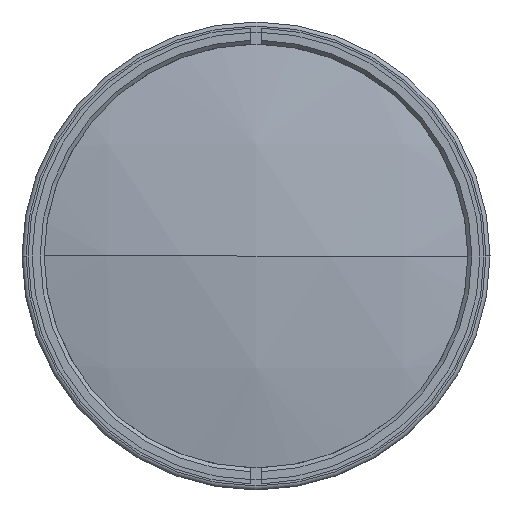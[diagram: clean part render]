
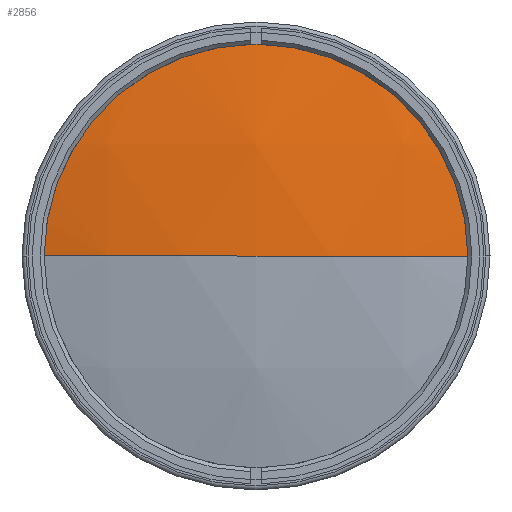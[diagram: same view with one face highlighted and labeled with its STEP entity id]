
A CAD part, left-side view. The second image highlights one B-rep face of the part: STEP entity #2856.
In plain terms, the highlighted spherical face has radius 252 mm.
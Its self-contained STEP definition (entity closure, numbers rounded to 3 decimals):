
#123 = AXIS2_PLACEMENT_3D ( 'NONE', #2670, #3035, #578 ) ;
#403 = CARTESIAN_POINT ( 'NONE',  ( -231.209, -55., 0. ) ) ;
#419 = VERTEX_POINT ( 'NONE', #1756 ) ;
#442 = DIRECTION ( 'NONE',  ( 0., -1., 0. ) ) ;
#506 = VERTEX_POINT ( 'NONE', #403 ) ;
#578 = DIRECTION ( 'NONE',  ( 0., -1., 0. ) ) ;
#698 = ORIENTED_EDGE ( 'NONE', *, *, #3671, .T. ) ;
#707 = DIRECTION ( 'NONE',  ( 0., 0., -1. ) ) ;
#721 = EDGE_CURVE ( 'NONE', #506, #1631, #1644, .T. ) ;
#922 = CIRCLE ( 'NONE', #2688, 252. ) ;
#1208 = EDGE_CURVE ( 'NONE', #506, #419, #922, .T. ) ;
#1337 = FACE_OUTER_BOUND ( 'NONE', #1366, .T. ) ;
#1366 = EDGE_LOOP ( 'NONE', ( #1857, #698, #3605 ) ) ;
#1424 = AXIS2_PLACEMENT_3D ( 'NONE', #1433, #2799, #707 ) ;
#1433 = CARTESIAN_POINT ( 'NONE',  ( -231.209, 0., 0. ) ) ;
#1461 = DIRECTION ( 'NONE',  ( 0., 0., -1. ) ) ;
#1631 = VERTEX_POINT ( 'NONE', #2134 ) ;
#1644 = CIRCLE ( 'NONE', #1424, 55. ) ;
#1756 = CARTESIAN_POINT ( 'NONE',  ( -237.284, 0., 0. ) ) ;
#1809 = CARTESIAN_POINT ( 'NONE',  ( 14.716, 0., 0. ) ) ;
#1857 = ORIENTED_EDGE ( 'NONE', *, *, #721, .T. ) ;
#2134 = CARTESIAN_POINT ( 'NONE',  ( -231.209, 55., 0. ) ) ;
#2670 = CARTESIAN_POINT ( 'NONE',  ( 14.716, 0., 0. ) ) ;
#2688 = AXIS2_PLACEMENT_3D ( 'NONE', #1809, #1461, #4223 ) ;
#2799 = DIRECTION ( 'NONE',  ( -1., 0., 0. ) ) ;
#2856 = ADVANCED_FACE ( 'NONE', ( #1337 ), #4498, .T. ) ;
#2942 = AXIS2_PLACEMENT_3D ( 'NONE', #3253, #4055, #442 ) ;
#3035 = DIRECTION ( 'NONE',  ( 0., 0., 1. ) ) ;
#3253 = CARTESIAN_POINT ( 'NONE',  ( 14.716, 0., 0. ) ) ;
#3584 = CIRCLE ( 'NONE', #2942, 252. ) ;
#3605 = ORIENTED_EDGE ( 'NONE', *, *, #1208, .F. ) ;
#3671 = EDGE_CURVE ( 'NONE', #1631, #419, #3584, .T. ) ;
#4055 = DIRECTION ( 'NONE',  ( 0., 0., 1. ) ) ;
#4223 = DIRECTION ( 'NONE',  ( 0., 1., 0. ) ) ;
#4498 = SPHERICAL_SURFACE ( 'NONE', #123, 252. ) ;
